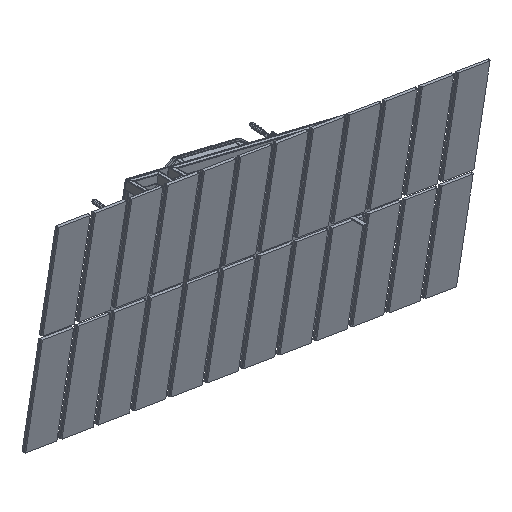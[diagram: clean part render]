
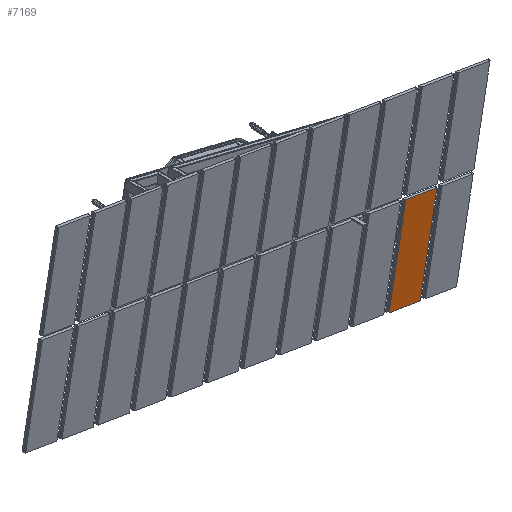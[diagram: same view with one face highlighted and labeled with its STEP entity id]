
A CAD part, isometric view. The second image highlights one B-rep face of the part: STEP entity #7169.
In plain terms, the highlighted free-form (B-spline) face has degree [1, 1] with [2, 2] control points.
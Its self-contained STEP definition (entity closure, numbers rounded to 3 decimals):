
#7030 = VERTEX_POINT('',#7031);
#7031 = CARTESIAN_POINT('',(345.77,-1691.633,
    -432.806));
#7066 = VERTEX_POINT('',#7067);
#7067 = CARTESIAN_POINT('',(531.226,-1691.37,
    -463.756));
#7072 = EDGE_CURVE('',#7066,#7030,#7073,.T.);
#7073 = B_SPLINE_CURVE_WITH_KNOTS('',1,(#7074,#7075),.UNSPECIFIED.,.F.,
  .F.,(2,2),(-194.,-6.),.PIECEWISE_BEZIER_KNOTS.);
#7074 = CARTESIAN_POINT('',(531.226,-1691.37,
    -463.756));
#7075 = CARTESIAN_POINT('',(345.77,-1691.633,
    -432.806));
#7122 = VERTEX_POINT('',#7123);
#7123 = CARTESIAN_POINT('',(436.316,-1700.891,
    109.671));
#7128 = EDGE_CURVE('',#7122,#7129,#7131,.T.);
#7129 = VERTEX_POINT('',#7130);
#7130 = CARTESIAN_POINT('',(621.772,-1700.628,
    78.721));
#7131 = B_SPLINE_CURVE_WITH_KNOTS('',1,(#7132,#7133),.UNSPECIFIED.,.F.,
  .F.,(2,2),(6.,194.),.PIECEWISE_BEZIER_KNOTS.);
#7132 = CARTESIAN_POINT('',(436.316,-1700.891,
    109.671));
#7133 = CARTESIAN_POINT('',(621.772,-1700.628,
    78.721));
#7169 = ADVANCED_FACE('',(#7170),#7184,.T.);
#7170 = FACE_BOUND('',#7171,.T.);
#7171 = EDGE_LOOP('',(#7172,#7177,#7178,#7183));
#7172 = ORIENTED_EDGE('',*,*,#7173,.F.);
#7173 = EDGE_CURVE('',#7030,#7122,#7174,.T.);
#7174 = B_SPLINE_CURVE_WITH_KNOTS('',1,(#7175,#7176),.UNSPECIFIED.,.F.,
  .F.,(2,2),(0.,550.),.PIECEWISE_BEZIER_KNOTS.);
#7175 = CARTESIAN_POINT('',(345.77,-1691.633,
    -432.806));
#7176 = CARTESIAN_POINT('',(436.316,-1700.891,
    109.671));
#7177 = ORIENTED_EDGE('',*,*,#7072,.F.);
#7178 = ORIENTED_EDGE('',*,*,#7179,.T.);
#7179 = EDGE_CURVE('',#7066,#7129,#7180,.T.);
#7180 = B_SPLINE_CURVE_WITH_KNOTS('',1,(#7181,#7182),.UNSPECIFIED.,.F.,
  .F.,(2,2),(0.,550.),.PIECEWISE_BEZIER_KNOTS.);
#7181 = CARTESIAN_POINT('',(531.226,-1691.37,
    -463.756));
#7182 = CARTESIAN_POINT('',(621.772,-1700.628,
    78.721));
#7183 = ORIENTED_EDGE('',*,*,#7128,.F.);
#7184 = B_SPLINE_SURFACE_WITH_KNOTS('',1,1,(
    (#7185,#7186)
    ,(#7187,#7188
    )),.UNSPECIFIED.,.F.,.F.,.F.,(2,2),(2,2),(-275.,275.),(-94.,94.),
  .PIECEWISE_BEZIER_KNOTS.);
#7185 = CARTESIAN_POINT('',(436.316,-1700.891,
    109.671));
#7186 = CARTESIAN_POINT('',(621.772,-1700.628,
    78.721));
#7187 = CARTESIAN_POINT('',(345.77,-1691.633,
    -432.806));
#7188 = CARTESIAN_POINT('',(531.226,-1691.37,
    -463.756));
